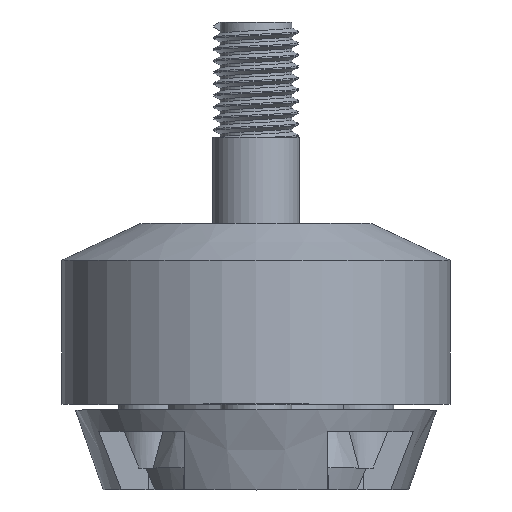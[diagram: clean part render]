
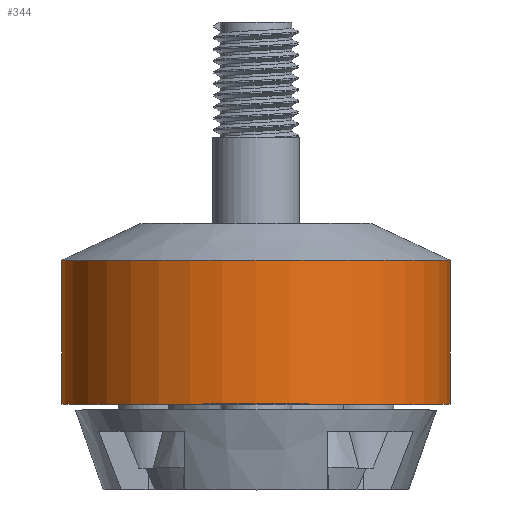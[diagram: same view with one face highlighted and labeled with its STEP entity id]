
A CAD part, top view. The second image highlights one B-rep face of the part: STEP entity #344.
In plain terms, the highlighted cylindrical face has radius 13.5 mm (diameter 27 mm), a partial arc.
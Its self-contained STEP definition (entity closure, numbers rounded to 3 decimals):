
#70 = EDGE_CURVE ( 'NONE', #1834, #3818, #2413, .T. ) ;
#344 = ADVANCED_FACE ( 'NONE', ( #3966 ), #572, .T. ) ;
#461 = CIRCLE ( 'NONE', #2677, 13.5 ) ;
#505 = EDGE_LOOP ( 'NONE', ( #1007, #4418, #4708, #3258 ) ) ;
#572 = CYLINDRICAL_SURFACE ( 'NONE', #1564, 13.5 ) ;
#686 = DIRECTION ( 'NONE',  ( -1., 0., 0. ) ) ;
#751 = LINE ( 'NONE', #4176, #1893 ) ;
#1007 = ORIENTED_EDGE ( 'NONE', *, *, #1126, .T. ) ;
#1013 = CARTESIAN_POINT ( 'NONE',  ( 0., 6.685, 0. ) ) ;
#1126 = EDGE_CURVE ( 'NONE', #1834, #3676, #461, .T. ) ;
#1158 = DIRECTION ( 'NONE',  ( -1., 0., 0. ) ) ;
#1564 = AXIS2_PLACEMENT_3D ( 'NONE', #2088, #1714, #3587 ) ;
#1714 = DIRECTION ( 'NONE',  ( 0., 1., 0. ) ) ;
#1834 = VERTEX_POINT ( 'NONE', #3973 ) ;
#1893 = VECTOR ( 'NONE', #2301, 1000. ) ;
#1932 = CARTESIAN_POINT ( 'NONE',  ( 13.5, -3.315, 0. ) ) ;
#2088 = CARTESIAN_POINT ( 'NONE',  ( 0., 9.25, 0. ) ) ;
#2301 = DIRECTION ( 'NONE',  ( 0., 1., 0. ) ) ;
#2361 = CARTESIAN_POINT ( 'NONE',  ( -13.5, 9.25, 0. ) ) ;
#2413 = LINE ( 'NONE', #2361, #4488 ) ;
#2437 = DIRECTION ( 'NONE',  ( 0., 1., 0. ) ) ;
#2466 = EDGE_CURVE ( 'NONE', #3676, #4840, #751, .T. ) ;
#2509 = DIRECTION ( 'NONE',  ( 0., 1., 0. ) ) ;
#2532 = CARTESIAN_POINT ( 'NONE',  ( 13.5, 6.685, 0. ) ) ;
#2677 = AXIS2_PLACEMENT_3D ( 'NONE', #4082, #4154, #1158 ) ;
#2920 = AXIS2_PLACEMENT_3D ( 'NONE', #1013, #2509, #686 ) ;
#3258 = ORIENTED_EDGE ( 'NONE', *, *, #70, .F. ) ;
#3587 = DIRECTION ( 'NONE',  ( -1., 0., 0. ) ) ;
#3588 = CARTESIAN_POINT ( 'NONE',  ( -13.5, 6.685, 0. ) ) ;
#3676 = VERTEX_POINT ( 'NONE', #1932 ) ;
#3818 = VERTEX_POINT ( 'NONE', #3588 ) ;
#3878 = EDGE_CURVE ( 'NONE', #3818, #4840, #4427, .T. ) ;
#3966 = FACE_OUTER_BOUND ( 'NONE', #505, .T. ) ;
#3973 = CARTESIAN_POINT ( 'NONE',  ( -13.5, -3.315, 0. ) ) ;
#4082 = CARTESIAN_POINT ( 'NONE',  ( 0., -3.315, 0. ) ) ;
#4154 = DIRECTION ( 'NONE',  ( 0., 1., 0. ) ) ;
#4176 = CARTESIAN_POINT ( 'NONE',  ( 13.5, 9.25, 0. ) ) ;
#4418 = ORIENTED_EDGE ( 'NONE', *, *, #2466, .T. ) ;
#4427 = CIRCLE ( 'NONE', #2920, 13.5 ) ;
#4488 = VECTOR ( 'NONE', #2437, 1000. ) ;
#4708 = ORIENTED_EDGE ( 'NONE', *, *, #3878, .F. ) ;
#4840 = VERTEX_POINT ( 'NONE', #2532 ) ;
